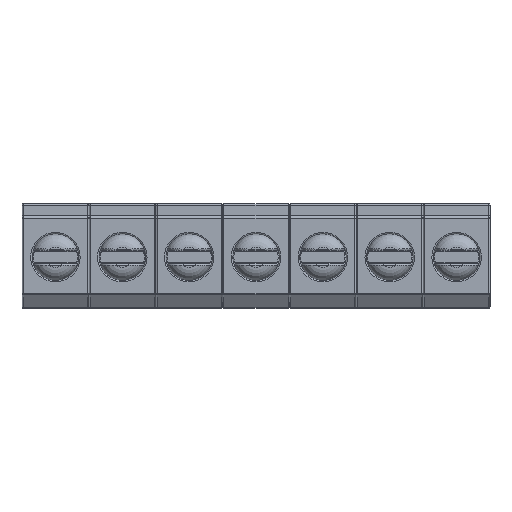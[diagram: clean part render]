
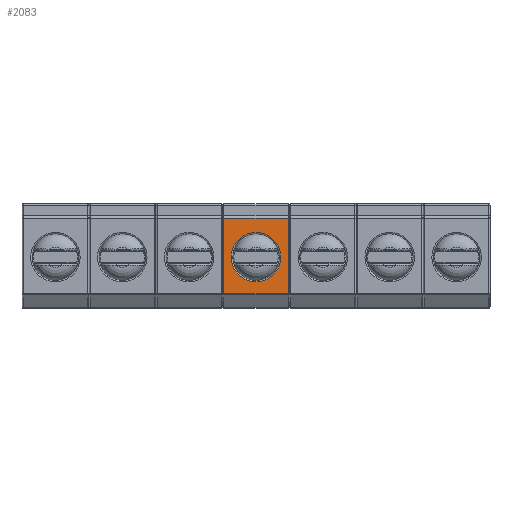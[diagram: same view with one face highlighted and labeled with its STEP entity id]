
A CAD part, top view. The second image highlights one B-rep face of the part: STEP entity #2083.
In plain terms, the highlighted planar face has unit normal (0, 0, 1).
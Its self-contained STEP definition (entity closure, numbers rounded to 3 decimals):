
#294 = CYLINDRICAL_SURFACE('',#295,0.1);
#295 = AXIS2_PLACEMENT_3D('',#296,#297,#298);
#296 = CARTESIAN_POINT('',(2.4,3.,10.2));
#297 = DIRECTION('',(0.,-1.,0.));
#298 = DIRECTION('',(1.,0.,0.));
#813 = VERTEX_POINT('',#814);
#814 = CARTESIAN_POINT('',(2.4,2.9,10.3));
#841 = EDGE_CURVE('',#813,#842,#844,.T.);
#842 = VERTEX_POINT('',#843);
#843 = CARTESIAN_POINT('',(2.4,-2.725,10.3));
#844 = SURFACE_CURVE('',#845,(#849,#856),.PCURVE_S1.);
#845 = LINE('',#846,#847);
#846 = CARTESIAN_POINT('',(2.4,3.,10.3));
#847 = VECTOR('',#848,1.);
#848 = DIRECTION('',(0.,-1.,0.));
#849 = PCURVE('',#294,#850);
#850 = DEFINITIONAL_REPRESENTATION('',(#851),#855);
#851 = LINE('',#852,#853);
#852 = CARTESIAN_POINT('',(1.571,0.));
#853 = VECTOR('',#854,1.);
#854 = DIRECTION('',(0.,1.));
#855 = ( GEOMETRIC_REPRESENTATION_CONTEXT(2) 
PARAMETRIC_REPRESENTATION_CONTEXT() REPRESENTATION_CONTEXT('2D SPACE',''
  ) );
#856 = PCURVE('',#857,#862);
#857 = PLANE('',#858);
#858 = AXIS2_PLACEMENT_3D('',#859,#860,#861);
#859 = CARTESIAN_POINT('',(0.,0.1,10.3));
#860 = DIRECTION('',(0.,0.,1.));
#861 = DIRECTION('',(1.,0.,0.));
#862 = DEFINITIONAL_REPRESENTATION('',(#863),#867);
#863 = LINE('',#864,#865);
#864 = CARTESIAN_POINT('',(2.4,2.9));
#865 = VECTOR('',#866,1.);
#866 = DIRECTION('',(0.,-1.));
#867 = ( GEOMETRIC_REPRESENTATION_CONTEXT(2) 
PARAMETRIC_REPRESENTATION_CONTEXT() REPRESENTATION_CONTEXT('2D SPACE',''
  ) );
#1936 = CYLINDRICAL_SURFACE('',#1937,0.1);
#1937 = AXIS2_PLACEMENT_3D('',#1938,#1939,#1940);
#1938 = CARTESIAN_POINT('',(2.5,-2.725,10.2));
#1939 = DIRECTION('',(-1.,0.,0.));
#1940 = DIRECTION('',(0.,-0.959,0.282));
#2071 = CYLINDRICAL_SURFACE('',#2072,0.1);
#2072 = AXIS2_PLACEMENT_3D('',#2073,#2074,#2075);
#2073 = CARTESIAN_POINT('',(2.5,2.9,10.2));
#2074 = DIRECTION('',(-1.,0.,0.));
#2075 = DIRECTION('',(0.,0.,1.));
#2083 = ADVANCED_FACE('',(#2084,#2159),#857,.T.);
#2084 = FACE_BOUND('',#2085,.T.);
#2085 = EDGE_LOOP('',(#2086,#2087,#2110,#2138));
#2086 = ORIENTED_EDGE('',*,*,#841,.F.);
#2087 = ORIENTED_EDGE('',*,*,#2088,.T.);
#2088 = EDGE_CURVE('',#813,#2089,#2091,.T.);
#2089 = VERTEX_POINT('',#2090);
#2090 = CARTESIAN_POINT('',(-2.4,2.9,10.3));
#2091 = SURFACE_CURVE('',#2092,(#2096,#2103),.PCURVE_S1.);
#2092 = LINE('',#2093,#2094);
#2093 = CARTESIAN_POINT('',(2.5,2.9,10.3));
#2094 = VECTOR('',#2095,1.);
#2095 = DIRECTION('',(-1.,0.,0.));
#2096 = PCURVE('',#857,#2097);
#2097 = DEFINITIONAL_REPRESENTATION('',(#2098),#2102);
#2098 = LINE('',#2099,#2100);
#2099 = CARTESIAN_POINT('',(2.5,2.8));
#2100 = VECTOR('',#2101,1.);
#2101 = DIRECTION('',(-1.,0.));
#2102 = ( GEOMETRIC_REPRESENTATION_CONTEXT(2) 
PARAMETRIC_REPRESENTATION_CONTEXT() REPRESENTATION_CONTEXT('2D SPACE',''
  ) );
#2103 = PCURVE('',#2071,#2104);
#2104 = DEFINITIONAL_REPRESENTATION('',(#2105),#2109);
#2105 = LINE('',#2106,#2107);
#2106 = CARTESIAN_POINT('',(0.,0.));
#2107 = VECTOR('',#2108,1.);
#2108 = DIRECTION('',(0.,1.));
#2109 = ( GEOMETRIC_REPRESENTATION_CONTEXT(2) 
PARAMETRIC_REPRESENTATION_CONTEXT() REPRESENTATION_CONTEXT('2D SPACE',''
  ) );
#2110 = ORIENTED_EDGE('',*,*,#2111,.F.);
#2111 = EDGE_CURVE('',#2112,#2089,#2114,.T.);
#2112 = VERTEX_POINT('',#2113);
#2113 = CARTESIAN_POINT('',(-2.4,-2.725,10.3));
#2114 = SURFACE_CURVE('',#2115,(#2119,#2126),.PCURVE_S1.);
#2115 = LINE('',#2116,#2117);
#2116 = CARTESIAN_POINT('',(-2.4,-2.8,10.3));
#2117 = VECTOR('',#2118,1.);
#2118 = DIRECTION('',(0.,1.,0.));
#2119 = PCURVE('',#857,#2120);
#2120 = DEFINITIONAL_REPRESENTATION('',(#2121),#2125);
#2121 = LINE('',#2122,#2123);
#2122 = CARTESIAN_POINT('',(-2.4,-2.9));
#2123 = VECTOR('',#2124,1.);
#2124 = DIRECTION('',(0.,1.));
#2125 = ( GEOMETRIC_REPRESENTATION_CONTEXT(2) 
PARAMETRIC_REPRESENTATION_CONTEXT() REPRESENTATION_CONTEXT('2D SPACE',''
  ) );
#2126 = PCURVE('',#2127,#2132);
#2127 = CYLINDRICAL_SURFACE('',#2128,0.1);
#2128 = AXIS2_PLACEMENT_3D('',#2129,#2130,#2131);
#2129 = CARTESIAN_POINT('',(-2.4,-2.8,10.2));
#2130 = DIRECTION('',(0.,1.,0.));
#2131 = DIRECTION('',(0.,-0.,1.));
#2132 = DEFINITIONAL_REPRESENTATION('',(#2133),#2137);
#2133 = LINE('',#2134,#2135);
#2134 = CARTESIAN_POINT('',(-0.,0.));
#2135 = VECTOR('',#2136,1.);
#2136 = DIRECTION('',(-0.,1.));
#2137 = ( GEOMETRIC_REPRESENTATION_CONTEXT(2) 
PARAMETRIC_REPRESENTATION_CONTEXT() REPRESENTATION_CONTEXT('2D SPACE',''
  ) );
#2138 = ORIENTED_EDGE('',*,*,#2139,.F.);
#2139 = EDGE_CURVE('',#842,#2112,#2140,.T.);
#2140 = SURFACE_CURVE('',#2141,(#2145,#2152),.PCURVE_S1.);
#2141 = LINE('',#2142,#2143);
#2142 = CARTESIAN_POINT('',(2.5,-2.725,10.3));
#2143 = VECTOR('',#2144,1.);
#2144 = DIRECTION('',(-1.,0.,0.));
#2145 = PCURVE('',#857,#2146);
#2146 = DEFINITIONAL_REPRESENTATION('',(#2147),#2151);
#2147 = LINE('',#2148,#2149);
#2148 = CARTESIAN_POINT('',(2.5,-2.825));
#2149 = VECTOR('',#2150,1.);
#2150 = DIRECTION('',(-1.,0.));
#2151 = ( GEOMETRIC_REPRESENTATION_CONTEXT(2) 
PARAMETRIC_REPRESENTATION_CONTEXT() REPRESENTATION_CONTEXT('2D SPACE',''
  ) );
#2152 = PCURVE('',#1936,#2153);
#2153 = DEFINITIONAL_REPRESENTATION('',(#2154),#2158);
#2154 = LINE('',#2155,#2156);
#2155 = CARTESIAN_POINT('',(1.285,0.));
#2156 = VECTOR('',#2157,1.);
#2157 = DIRECTION('',(0.,1.));
#2158 = ( GEOMETRIC_REPRESENTATION_CONTEXT(2) 
PARAMETRIC_REPRESENTATION_CONTEXT() REPRESENTATION_CONTEXT('2D SPACE',''
  ) );
#2159 = FACE_BOUND('',#2160,.T.);
#2160 = EDGE_LOOP('',(#2161));
#2161 = ORIENTED_EDGE('',*,*,#2162,.F.);
#2162 = EDGE_CURVE('',#2163,#2163,#2165,.T.);
#2163 = VERTEX_POINT('',#2164);
#2164 = CARTESIAN_POINT('',(1.85,0.,10.3));
#2165 = SURFACE_CURVE('',#2166,(#2171,#2178),.PCURVE_S1.);
#2166 = CIRCLE('',#2167,1.85);
#2167 = AXIS2_PLACEMENT_3D('',#2168,#2169,#2170);
#2168 = CARTESIAN_POINT('',(0.,0.,10.3));
#2169 = DIRECTION('',(0.,0.,1.));
#2170 = DIRECTION('',(1.,0.,-0.));
#2171 = PCURVE('',#857,#2172);
#2172 = DEFINITIONAL_REPRESENTATION('',(#2173),#2177);
#2173 = CIRCLE('',#2174,1.85);
#2174 = AXIS2_PLACEMENT_2D('',#2175,#2176);
#2175 = CARTESIAN_POINT('',(0.,-0.1));
#2176 = DIRECTION('',(1.,0.));
#2177 = ( GEOMETRIC_REPRESENTATION_CONTEXT(2) 
PARAMETRIC_REPRESENTATION_CONTEXT() REPRESENTATION_CONTEXT('2D SPACE',''
  ) );
#2178 = PCURVE('',#2179,#2184);
#2179 = TOROIDAL_SURFACE('',#2180,1.85,0.1);
#2180 = AXIS2_PLACEMENT_3D('',#2181,#2182,#2183);
#2181 = CARTESIAN_POINT('',(0.,0.,10.2));
#2182 = DIRECTION('',(0.,0.,1.));
#2183 = DIRECTION('',(1.,0.,-0.));
#2184 = DEFINITIONAL_REPRESENTATION('',(#2185),#2189);
#2185 = LINE('',#2186,#2187);
#2186 = CARTESIAN_POINT('',(0.,1.571));
#2187 = VECTOR('',#2188,1.);
#2188 = DIRECTION('',(1.,0.));
#2189 = ( GEOMETRIC_REPRESENTATION_CONTEXT(2) 
PARAMETRIC_REPRESENTATION_CONTEXT() REPRESENTATION_CONTEXT('2D SPACE',''
  ) );
